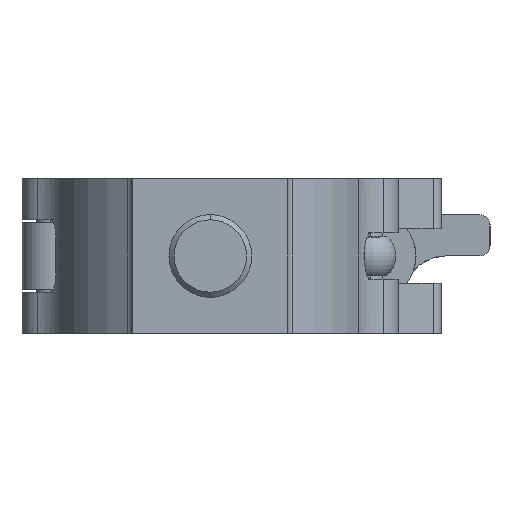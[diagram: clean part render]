
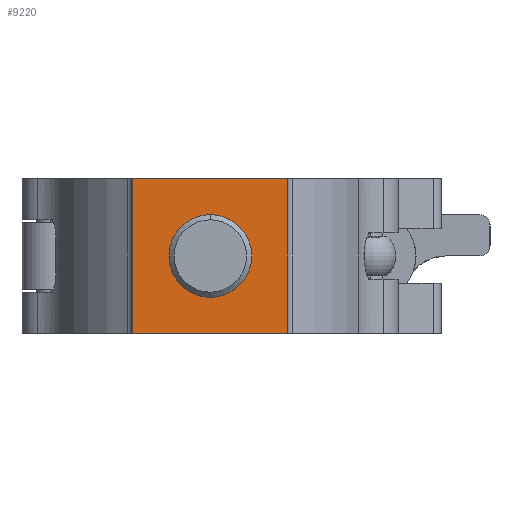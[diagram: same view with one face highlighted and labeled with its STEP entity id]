
A CAD part, front view. The second image highlights one B-rep face of the part: STEP entity #9220.
In plain terms, the highlighted planar face has unit normal (0, -1, 0).
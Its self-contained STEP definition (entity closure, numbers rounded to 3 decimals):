
#107 = DIRECTION ( 'NONE',  ( 0., 1., 0. ) ) ;
#242 = DIRECTION ( 'NONE',  ( 0., 1., 0. ) ) ;
#612 = VERTEX_POINT ( 'NONE', #5819 ) ;
#642 = LINE ( 'NONE', #8763, #1003 ) ;
#960 = EDGE_LOOP ( 'NONE', ( #9808, #8543 ) ) ;
#1003 = VECTOR ( 'NONE', #4888, 1000. ) ;
#1326 = CARTESIAN_POINT ( 'NONE',  ( 0., 0., 5.25 ) ) ;
#1358 = CARTESIAN_POINT ( 'NONE',  ( 15., 0., 14.95 ) ) ;
#1377 = CARTESIAN_POINT ( 'NONE',  ( 15., 0., -14.95 ) ) ;
#1645 = VECTOR ( 'NONE', #9488, 1000. ) ;
#1770 = PLANE ( 'NONE',  #3628 ) ;
#2122 = FACE_BOUND ( 'NONE', #960, .T. ) ;
#2588 = EDGE_CURVE ( 'NONE', #9360, #5714, #2801, .T. ) ;
#2801 = CIRCLE ( 'NONE', #4050, 5.25 ) ;
#2969 = ORIENTED_EDGE ( 'NONE', *, *, #4475, .F. ) ;
#3109 = ORIENTED_EDGE ( 'NONE', *, *, #4115, .T. ) ;
#3191 = CARTESIAN_POINT ( 'NONE',  ( -15., 0., 14.95 ) ) ;
#3306 = CIRCLE ( 'NONE', #6870, 5.25 ) ;
#3321 = DIRECTION ( 'NONE',  ( 0., 0., 1. ) ) ;
#3395 = DIRECTION ( 'NONE',  ( 0., 0., 1. ) ) ;
#3450 = CARTESIAN_POINT ( 'NONE',  ( 0., 0., -5.25 ) ) ;
#3529 = CARTESIAN_POINT ( 'NONE',  ( 0., 0., 0. ) ) ;
#3628 = AXIS2_PLACEMENT_3D ( 'NONE', #9403, #242, #3321 ) ;
#4035 = FACE_OUTER_BOUND ( 'NONE', #5228, .T. ) ;
#4050 = AXIS2_PLACEMENT_3D ( 'NONE', #3529, #7993, #3395 ) ;
#4115 = EDGE_CURVE ( 'NONE', #4725, #612, #5290, .T. ) ;
#4183 = ORIENTED_EDGE ( 'NONE', *, *, #6850, .F. ) ;
#4470 = EDGE_CURVE ( 'NONE', #612, #8952, #7995, .T. ) ;
#4475 = EDGE_CURVE ( 'NONE', #4725, #7734, #642, .T. ) ;
#4725 = VERTEX_POINT ( 'NONE', #3191 ) ;
#4888 = DIRECTION ( 'NONE',  ( 1., 0., 0. ) ) ;
#4929 = VECTOR ( 'NONE', #9422, 1000. ) ;
#5228 = EDGE_LOOP ( 'NONE', ( #8794, #4183, #2969, #3109 ) ) ;
#5290 = LINE ( 'NONE', #5512, #7291 ) ;
#5407 = CARTESIAN_POINT ( 'NONE',  ( 0., 0., 0. ) ) ;
#5512 = CARTESIAN_POINT ( 'NONE',  ( -15., 0., 14.95 ) ) ;
#5680 = LINE ( 'NONE', #7979, #1645 ) ;
#5714 = VERTEX_POINT ( 'NONE', #1326 ) ;
#5819 = CARTESIAN_POINT ( 'NONE',  ( -15., 0., -14.95 ) ) ;
#6850 = EDGE_CURVE ( 'NONE', #7734, #8952, #5680, .T. ) ;
#6870 = AXIS2_PLACEMENT_3D ( 'NONE', #5407, #107, #6879 ) ;
#6879 = DIRECTION ( 'NONE',  ( 0., 0., 1. ) ) ;
#6990 = DIRECTION ( 'NONE',  ( 0., 0., -1. ) ) ;
#7291 = VECTOR ( 'NONE', #6990, 1000. ) ;
#7734 = VERTEX_POINT ( 'NONE', #1358 ) ;
#7979 = CARTESIAN_POINT ( 'NONE',  ( 15., 0., 14.95 ) ) ;
#7993 = DIRECTION ( 'NONE',  ( 0., 1., 0. ) ) ;
#7995 = LINE ( 'NONE', #8673, #4929 ) ;
#8543 = ORIENTED_EDGE ( 'NONE', *, *, #2588, .T. ) ;
#8673 = CARTESIAN_POINT ( 'NONE',  ( -15., 0., -14.95 ) ) ;
#8763 = CARTESIAN_POINT ( 'NONE',  ( -15., 0., 14.95 ) ) ;
#8794 = ORIENTED_EDGE ( 'NONE', *, *, #4470, .T. ) ;
#8952 = VERTEX_POINT ( 'NONE', #1377 ) ;
#9109 = EDGE_CURVE ( 'NONE', #5714, #9360, #3306, .T. ) ;
#9220 = ADVANCED_FACE ( 'NONE', ( #2122, #4035 ), #1770, .F. ) ;
#9360 = VERTEX_POINT ( 'NONE', #3450 ) ;
#9403 = CARTESIAN_POINT ( 'NONE',  ( -15., 0., 14.95 ) ) ;
#9422 = DIRECTION ( 'NONE',  ( 1., 0., 0. ) ) ;
#9488 = DIRECTION ( 'NONE',  ( 0., 0., -1. ) ) ;
#9808 = ORIENTED_EDGE ( 'NONE', *, *, #9109, .T. ) ;
